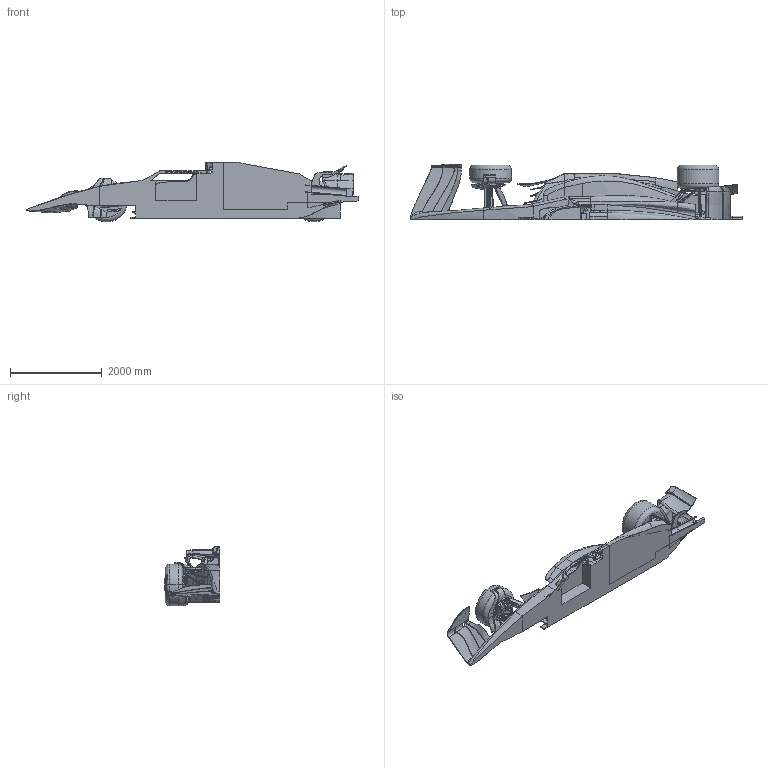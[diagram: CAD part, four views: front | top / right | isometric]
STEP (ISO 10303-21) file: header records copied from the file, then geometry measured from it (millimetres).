
FILE_DESCRIPTION(('FreeCAD Model'),'2;1');
FILE_NAME('Open CASCADE Shape Model','2025-05-04T14:27:04',('FreeCAD'),( 'FreeCAD'),'Open CASCADE STEP processor 7.6','FreeCAD','Unknown');
FILE_SCHEMA(('AUTOMOTIVE_DESIGN { 1 0 10303 214 1 1 1 1 }'));
Products named in the file (1): Open CASCADE STEP translator 7.6 1
Bounding box: 7248.83 x 1216.04 x 1302.35 mm (x, y, z)
Volume: 2590585335.1 mm3; surface area: 41470730.8 mm2
Topology: 32 solids, 32 shells, 2384 faces, 6296 edges, 3888 vertices
Faces by surface type: bspline 2384
Entity records: 360836 total; most frequent: CARTESIAN_POINT 324758, ORIENTED_EDGE 12390, EDGE_CURVE 6195, B_SPLINE_CURVE_WITH_KNOTS 5192, VERTEX_POINT 3888, FACE_BOUND 2437, EDGE_LOOP 2437, ADVANCED_FACE 2384
